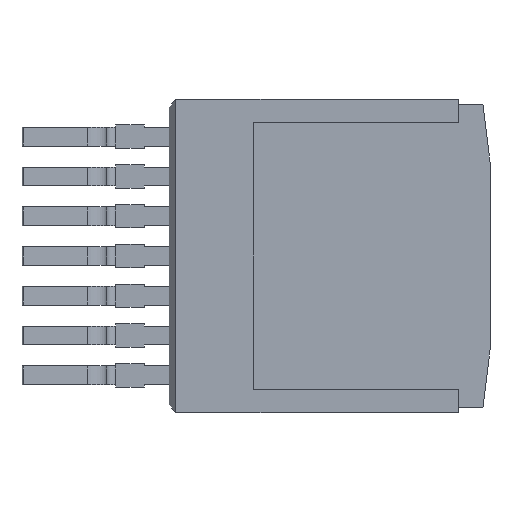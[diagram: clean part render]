
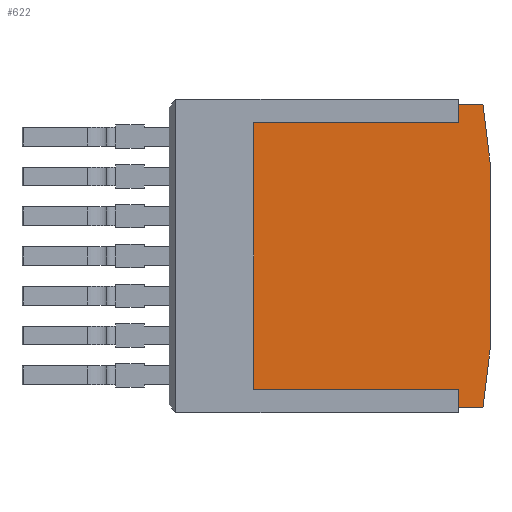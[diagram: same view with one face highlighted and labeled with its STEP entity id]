
A CAD part, front view. The second image highlights one B-rep face of the part: STEP entity #622.
In plain terms, the highlighted planar face has unit normal (0, -1, 0).
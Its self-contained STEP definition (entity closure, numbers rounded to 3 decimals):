
#75 = DIRECTION ( 'NONE',  ( 0., 0., 1. ) ) ;
#88 = ORIENTED_EDGE ( 'NONE', *, *, #4539, .F. ) ;
#297 = EDGE_LOOP ( 'NONE', ( #88, #2591, #1007, #3812, #3314, #4986, #3270, #5509, #3627, #2919 ) ) ;
#335 = CARTESIAN_POINT ( 'NONE',  ( 6.475, 0., -4.85 ) ) ;
#461 = VECTOR ( 'NONE', #3951, 1000. ) ;
#622 = ADVANCED_FACE ( 'NONE', ( #4503 ), #646, .T. ) ;
#646 = PLANE ( 'NONE',  #1735 ) ;
#648 = EDGE_CURVE ( 'NONE', #2890, #3655, #2360, .T. ) ;
#651 = EDGE_CURVE ( 'NONE', #4873, #1221, #1531, .T. ) ;
#825 = VERTEX_POINT ( 'NONE', #4881 ) ;
#911 = LINE ( 'NONE', #2241, #461 ) ;
#979 = VERTEX_POINT ( 'NONE', #4156 ) ;
#992 = LINE ( 'NONE', #2206, #2873 ) ;
#998 = CARTESIAN_POINT ( 'NONE',  ( 6.475, 0., 4.85 ) ) ;
#1007 = ORIENTED_EDGE ( 'NONE', *, *, #2192, .F. ) ;
#1022 = LINE ( 'NONE', #2320, #1174 ) ;
#1068 = CARTESIAN_POINT ( 'NONE',  ( 0., 0., 0. ) ) ;
#1099 = CARTESIAN_POINT ( 'NONE',  ( -0.075, 0., 4.25 ) ) ;
#1124 = CARTESIAN_POINT ( 'NONE',  ( 6.475, 0., -4.85 ) ) ;
#1174 = VECTOR ( 'NONE', #5308, 1000. ) ;
#1221 = VERTEX_POINT ( 'NONE', #2242 ) ;
#1397 = VECTOR ( 'NONE', #3189, 1000. ) ;
#1506 = VERTEX_POINT ( 'NONE', #2345 ) ;
#1531 = LINE ( 'NONE', #4530, #4765 ) ;
#1592 = CARTESIAN_POINT ( 'NONE',  ( 6.475, 0., -4.25 ) ) ;
#1626 = DIRECTION ( 'NONE',  ( 0.122, 0., -0.993 ) ) ;
#1735 = AXIS2_PLACEMENT_3D ( 'NONE', #1068, #2022, #4604 ) ;
#1952 = VERTEX_POINT ( 'NONE', #2607 ) ;
#2022 = DIRECTION ( 'NONE',  ( 0., -1., 0. ) ) ;
#2057 = DIRECTION ( 'NONE',  ( 0., 0., 1. ) ) ;
#2088 = LINE ( 'NONE', #3418, #4750 ) ;
#2192 = EDGE_CURVE ( 'NONE', #1506, #979, #992, .T. ) ;
#2206 = CARTESIAN_POINT ( 'NONE',  ( -0.075, 0., -4.25 ) ) ;
#2241 = CARTESIAN_POINT ( 'NONE',  ( 6.475, 0., 4.25 ) ) ;
#2242 = CARTESIAN_POINT ( 'NONE',  ( 7.248, 0., 4.85 ) ) ;
#2320 = CARTESIAN_POINT ( 'NONE',  ( 7.475, 0., 3. ) ) ;
#2345 = CARTESIAN_POINT ( 'NONE',  ( 6.475, 0., -4.25 ) ) ;
#2360 = LINE ( 'NONE', #335, #2985 ) ;
#2397 = EDGE_CURVE ( 'NONE', #1221, #825, #2088, .T. ) ;
#2496 = CARTESIAN_POINT ( 'NONE',  ( 7.248, 0., -4.85 ) ) ;
#2591 = ORIENTED_EDGE ( 'NONE', *, *, #5007, .F. ) ;
#2607 = CARTESIAN_POINT ( 'NONE',  ( 6.475, 0., 4.25 ) ) ;
#2739 = VECTOR ( 'NONE', #5393, 1000. ) ;
#2752 = CARTESIAN_POINT ( 'NONE',  ( 7.475, 0., -3. ) ) ;
#2873 = VECTOR ( 'NONE', #4429, 1000. ) ;
#2890 = VERTEX_POINT ( 'NONE', #2496 ) ;
#2919 = ORIENTED_EDGE ( 'NONE', *, *, #2994, .F. ) ;
#2985 = VECTOR ( 'NONE', #5451, 1000. ) ;
#2994 = EDGE_CURVE ( 'NONE', #1952, #4873, #911, .T. ) ;
#3044 = EDGE_CURVE ( 'NONE', #825, #4564, #1022, .T. ) ;
#3189 = DIRECTION ( 'NONE',  ( 1., 0., 0. ) ) ;
#3270 = ORIENTED_EDGE ( 'NONE', *, *, #3044, .F. ) ;
#3314 = ORIENTED_EDGE ( 'NONE', *, *, #648, .F. ) ;
#3418 = CARTESIAN_POINT ( 'NONE',  ( 7.248, 0., 4.85 ) ) ;
#3627 = ORIENTED_EDGE ( 'NONE', *, *, #651, .F. ) ;
#3655 = VERTEX_POINT ( 'NONE', #1124 ) ;
#3812 = ORIENTED_EDGE ( 'NONE', *, *, #4247, .F. ) ;
#3951 = DIRECTION ( 'NONE',  ( 0., 0., 1. ) ) ;
#3975 = LINE ( 'NONE', #5182, #4893 ) ;
#4156 = CARTESIAN_POINT ( 'NONE',  ( -0.075, 0., -4.25 ) ) ;
#4247 = EDGE_CURVE ( 'NONE', #3655, #1506, #4556, .T. ) ;
#4256 = LINE ( 'NONE', #4960, #2739 ) ;
#4429 = DIRECTION ( 'NONE',  ( -1., 0., 0. ) ) ;
#4503 = FACE_OUTER_BOUND ( 'NONE', #297, .T. ) ;
#4505 = LINE ( 'NONE', #5266, #1397 ) ;
#4530 = CARTESIAN_POINT ( 'NONE',  ( 6.475, 0., 4.85 ) ) ;
#4539 = EDGE_CURVE ( 'NONE', #4702, #1952, #4505, .T. ) ;
#4553 = DIRECTION ( 'NONE',  ( 1., 0., 0. ) ) ;
#4556 = LINE ( 'NONE', #1592, #5433 ) ;
#4564 = VERTEX_POINT ( 'NONE', #2752 ) ;
#4604 = DIRECTION ( 'NONE',  ( 0., 0., -1. ) ) ;
#4702 = VERTEX_POINT ( 'NONE', #1099 ) ;
#4750 = VECTOR ( 'NONE', #1626, 1000. ) ;
#4765 = VECTOR ( 'NONE', #4553, 1000. ) ;
#4873 = VERTEX_POINT ( 'NONE', #998 ) ;
#4881 = CARTESIAN_POINT ( 'NONE',  ( 7.475, 0., 3. ) ) ;
#4893 = VECTOR ( 'NONE', #75, 1000. ) ;
#4960 = CARTESIAN_POINT ( 'NONE',  ( 7.248, 0., -4.85 ) ) ;
#4986 = ORIENTED_EDGE ( 'NONE', *, *, #5078, .F. ) ;
#5007 = EDGE_CURVE ( 'NONE', #979, #4702, #3975, .T. ) ;
#5078 = EDGE_CURVE ( 'NONE', #4564, #2890, #4256, .T. ) ;
#5182 = CARTESIAN_POINT ( 'NONE',  ( -0.075, 0., -4.25 ) ) ;
#5266 = CARTESIAN_POINT ( 'NONE',  ( -0.075, 0., 4.25 ) ) ;
#5308 = DIRECTION ( 'NONE',  ( 0., 0., -1. ) ) ;
#5393 = DIRECTION ( 'NONE',  ( -0.122, 0., -0.993 ) ) ;
#5433 = VECTOR ( 'NONE', #2057, 1000. ) ;
#5451 = DIRECTION ( 'NONE',  ( -1., 0., 0. ) ) ;
#5509 = ORIENTED_EDGE ( 'NONE', *, *, #2397, .F. ) ;
